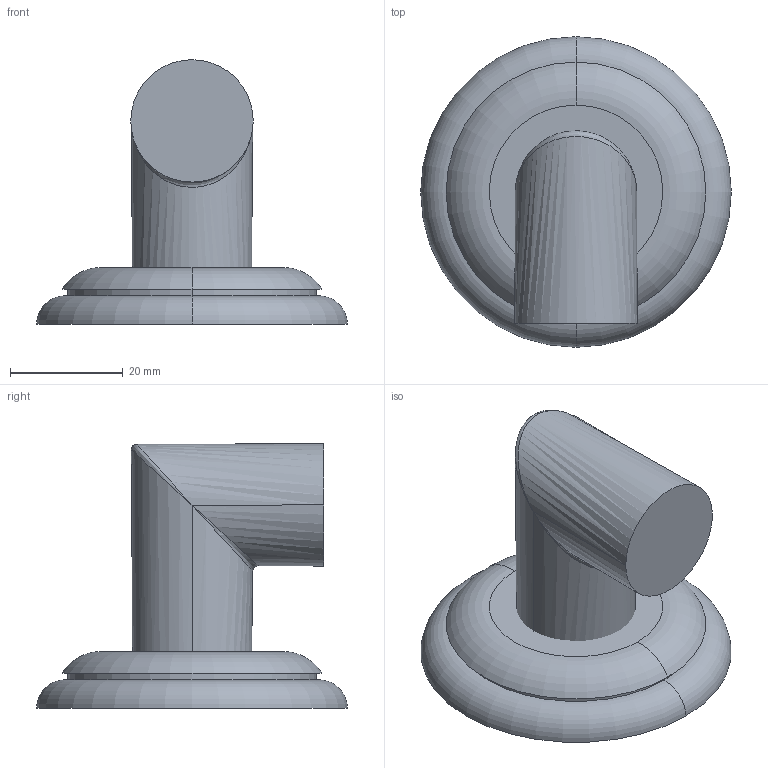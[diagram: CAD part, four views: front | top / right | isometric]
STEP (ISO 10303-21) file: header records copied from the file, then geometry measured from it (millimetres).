
FILE_DESCRIPTION (( 'STEP AP203' ), '1' );
FILE_NAME ('28450410-00.STEP', '2018-07-03T14:47:41', ( '' ), ( '' ), 'SwSTEP 2.0', 'SolidWorks 2017', '' );
FILE_SCHEMA (( 'CONFIG_CONTROL_DESIGN' ));
Length unit declared in the file: millimetre
Products named in the file (3): Planungsmodell_Anschluss-+-09.11.03.036.94-01_ _K1; Planungsmodell_Rosette-+-09.27.35.003.90-01_-_Default1; 28450410-00
Assembly tree (2 placements, depth 2):
  28450410-00
    Planungsmodell_Rosette-+-09.27.35.003.90-01_-_Default1
    Planungsmodell_Anschluss-+-09.11.03.036.94-01_ _K1
Bounding box: 55 x 55 x 46.85 mm (x, y, z)
Volume: 39435.4 mm3; surface area: 10556.1 mm2
Topology: 2 solids, 2 shells, 17 faces, 36 edges, 18 vertices
Faces by surface type: bspline 6, plane 5, torus 4, cylinder 2
Entity records: 1487 total; most frequent: CARTESIAN_POINT 888, DIRECTION 66, ORIENTED_EDGE 60, AXIS2_PLACEMENT_3D 30, EDGE_CURVE 30, PERSON_AND_ORGANIZATION 26, DATE_AND_TIME 19, CALENDAR_DATE 19
